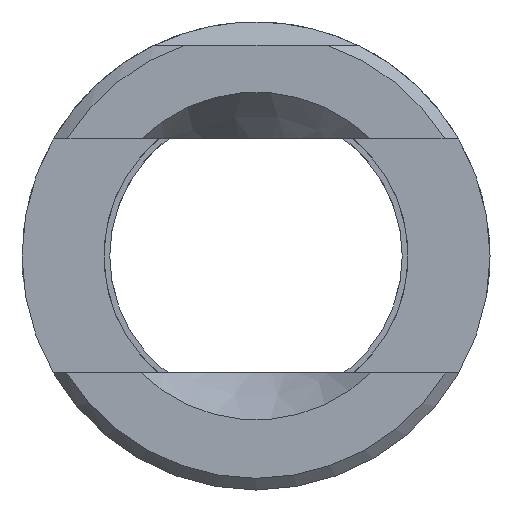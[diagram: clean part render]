
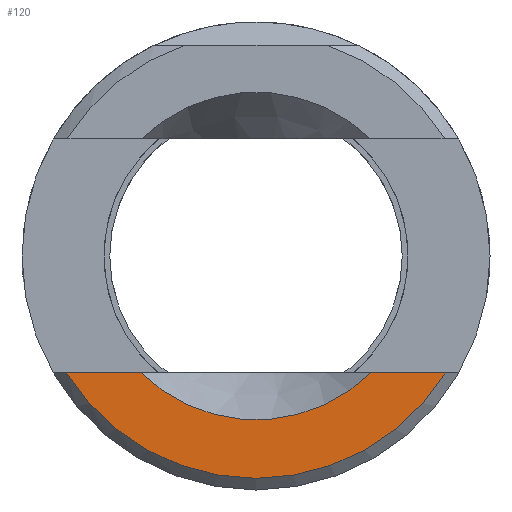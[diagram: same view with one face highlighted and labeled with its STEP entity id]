
A CAD part, left-side view. The second image highlights one B-rep face of the part: STEP entity #120.
In plain terms, the highlighted planar face has unit normal (-1, 0, 0).
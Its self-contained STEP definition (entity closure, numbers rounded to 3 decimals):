
#120 = ADVANCED_FACE( '', ( #255 ), #256, .F. );
#255 = FACE_OUTER_BOUND( '', #399, .T. );
#256 = PLANE( '', #400 );
#399 = EDGE_LOOP( '', ( #672, #673, #674, #675 ) );
#400 = AXIS2_PLACEMENT_3D( '', #676, #677, #678 );
#672 = ORIENTED_EDGE( '', *, *, #929, .T. );
#673 = ORIENTED_EDGE( '', *, *, #827, .T. );
#674 = ORIENTED_EDGE( '', *, *, #930, .T. );
#675 = ORIENTED_EDGE( '', *, *, #898, .F. );
#676 = CARTESIAN_POINT( '', ( -28.17, 20., 0. ) );
#677 = DIRECTION( '', ( 1., 0., 0. ) );
#678 = DIRECTION( '', ( 0., 0., -1. ) );
#827 = EDGE_CURVE( '', #971, #975, #977, .F. );
#898 = EDGE_CURVE( '', #1089, #1090, #1091, .T. );
#929 = EDGE_CURVE( '', #1089, #971, #1135, .T. );
#930 = EDGE_CURVE( '', #975, #1090, #1136, .T. );
#971 = VERTEX_POINT( '', #1184 );
#975 = VERTEX_POINT( '', #1191 );
#977 = CIRCLE( '', #1196, 19. );
#1089 = VERTEX_POINT( '', #1496 );
#1090 = VERTEX_POINT( '', #1497 );
#1091 = CIRCLE( '', #1498, 14. );
#1135 = LINE( '', #1674, #1675 );
#1136 = LINE( '', #1676, #1677 );
#1184 = CARTESIAN_POINT( '', ( -28.17, 16.155, -10. ) );
#1191 = CARTESIAN_POINT( '', ( -28.17, -16.155, -10. ) );
#1196 = AXIS2_PLACEMENT_3D( '', #1765, #1766, #1767 );
#1496 = CARTESIAN_POINT( '', ( -28.17, 9.798, -10. ) );
#1497 = CARTESIAN_POINT( '', ( -28.17, -9.798, -10. ) );
#1498 = AXIS2_PLACEMENT_3D( '', #1837, #1838, #1839 );
#1674 = CARTESIAN_POINT( '', ( -28.17, 20., -10. ) );
#1675 = VECTOR( '', #1873, 1000. );
#1676 = CARTESIAN_POINT( '', ( -28.17, 20., -10. ) );
#1677 = VECTOR( '', #1874, 1000. );
#1765 = CARTESIAN_POINT( '', ( -28.17, 0., 0. ) );
#1766 = DIRECTION( '', ( 1., 0., 0. ) );
#1767 = DIRECTION( '', ( 0., 0., -1. ) );
#1837 = CARTESIAN_POINT( '', ( -28.17, 0., 0. ) );
#1838 = DIRECTION( '', ( -1., 0., 0. ) );
#1839 = DIRECTION( '', ( 0., 0., 1. ) );
#1873 = DIRECTION( '', ( 0., 1., 0. ) );
#1874 = DIRECTION( '', ( 0., 1., 0. ) );
